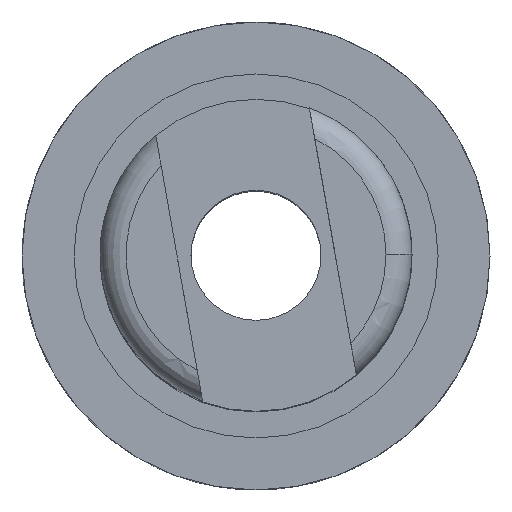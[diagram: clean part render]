
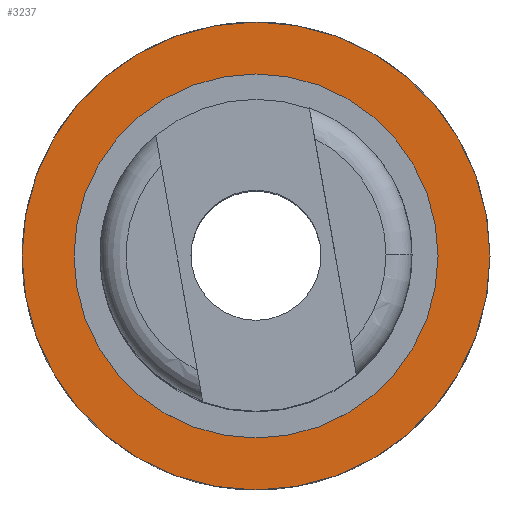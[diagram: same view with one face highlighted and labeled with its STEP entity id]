
A CAD part, top view. The second image highlights one B-rep face of the part: STEP entity #3237.
In plain terms, the highlighted planar face has unit normal (0, 0, 1).
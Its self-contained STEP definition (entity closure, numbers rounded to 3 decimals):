
#2554 = CYLINDRICAL_SURFACE('',#2555,4.5);
#2555 = AXIS2_PLACEMENT_3D('',#2556,#2557,#2558);
#2556 = CARTESIAN_POINT('',(0.,0.,3.4));
#2557 = DIRECTION('',(0.,0.,-1.));
#2558 = DIRECTION('',(1.,0.,0.));
#2850 = CYLINDRICAL_SURFACE('',#2851,3.5);
#2851 = AXIS2_PLACEMENT_3D('',#2852,#2853,#2854);
#2852 = CARTESIAN_POINT('',(0.,0.,3.6));
#2853 = DIRECTION('',(0.,0.,-1.));
#2854 = DIRECTION('',(1.,0.,0.));
#3104 = EDGE_CURVE('',#3105,#3105,#3107,.T.);
#3105 = VERTEX_POINT('',#3106);
#3106 = CARTESIAN_POINT('',(4.5,0.,3.4));
#3107 = SURFACE_CURVE('',#3108,(#3113,#3120),.PCURVE_S1.);
#3108 = CIRCLE('',#3109,4.5);
#3109 = AXIS2_PLACEMENT_3D('',#3110,#3111,#3112);
#3110 = CARTESIAN_POINT('',(0.,0.,3.4));
#3111 = DIRECTION('',(0.,0.,-1.));
#3112 = DIRECTION('',(1.,0.,0.));
#3113 = PCURVE('',#2554,#3114);
#3114 = DEFINITIONAL_REPRESENTATION('',(#3115),#3119);
#3115 = LINE('',#3116,#3117);
#3116 = CARTESIAN_POINT('',(0.,0.));
#3117 = VECTOR('',#3118,1.);
#3118 = DIRECTION('',(1.,0.));
#3119 = ( GEOMETRIC_REPRESENTATION_CONTEXT(2) 
PARAMETRIC_REPRESENTATION_CONTEXT() REPRESENTATION_CONTEXT('2D SPACE',''
  ) );
#3120 = PCURVE('',#3121,#3126);
#3121 = PLANE('',#3122);
#3122 = AXIS2_PLACEMENT_3D('',#3123,#3124,#3125);
#3123 = CARTESIAN_POINT('',(0.,0.,3.4));
#3124 = DIRECTION('',(0.,0.,-1.));
#3125 = DIRECTION('',(1.,0.,0.));
#3126 = DEFINITIONAL_REPRESENTATION('',(#3127),#3131);
#3127 = CIRCLE('',#3128,4.5);
#3128 = AXIS2_PLACEMENT_2D('',#3129,#3130);
#3129 = CARTESIAN_POINT('',(0.,0.));
#3130 = DIRECTION('',(1.,-0.));
#3131 = ( GEOMETRIC_REPRESENTATION_CONTEXT(2) 
PARAMETRIC_REPRESENTATION_CONTEXT() REPRESENTATION_CONTEXT('2D SPACE',''
  ) );
#3188 = VERTEX_POINT('',#3189);
#3189 = CARTESIAN_POINT('',(3.5,0.,3.4));
#3210 = EDGE_CURVE('',#3188,#3188,#3211,.T.);
#3211 = SURFACE_CURVE('',#3212,(#3217,#3224),.PCURVE_S1.);
#3212 = CIRCLE('',#3213,3.5);
#3213 = AXIS2_PLACEMENT_3D('',#3214,#3215,#3216);
#3214 = CARTESIAN_POINT('',(0.,0.,3.4));
#3215 = DIRECTION('',(0.,0.,-1.));
#3216 = DIRECTION('',(1.,0.,0.));
#3217 = PCURVE('',#2850,#3218);
#3218 = DEFINITIONAL_REPRESENTATION('',(#3219),#3223);
#3219 = LINE('',#3220,#3221);
#3220 = CARTESIAN_POINT('',(0.,0.2));
#3221 = VECTOR('',#3222,1.);
#3222 = DIRECTION('',(1.,0.));
#3223 = ( GEOMETRIC_REPRESENTATION_CONTEXT(2) 
PARAMETRIC_REPRESENTATION_CONTEXT() REPRESENTATION_CONTEXT('2D SPACE',''
  ) );
#3224 = PCURVE('',#3121,#3225);
#3225 = DEFINITIONAL_REPRESENTATION('',(#3226),#3230);
#3226 = CIRCLE('',#3227,3.5);
#3227 = AXIS2_PLACEMENT_2D('',#3228,#3229);
#3228 = CARTESIAN_POINT('',(0.,0.));
#3229 = DIRECTION('',(1.,-0.));
#3230 = ( GEOMETRIC_REPRESENTATION_CONTEXT(2) 
PARAMETRIC_REPRESENTATION_CONTEXT() REPRESENTATION_CONTEXT('2D SPACE',''
  ) );
#3237 = ADVANCED_FACE('',(#3238,#3241),#3121,.F.);
#3238 = FACE_BOUND('',#3239,.T.);
#3239 = EDGE_LOOP('',(#3240));
#3240 = ORIENTED_EDGE('',*,*,#3210,.T.);
#3241 = FACE_BOUND('',#3242,.T.);
#3242 = EDGE_LOOP('',(#3243));
#3243 = ORIENTED_EDGE('',*,*,#3104,.F.);
